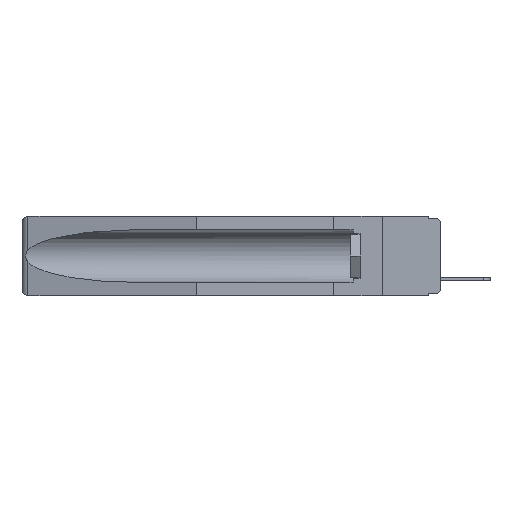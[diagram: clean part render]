
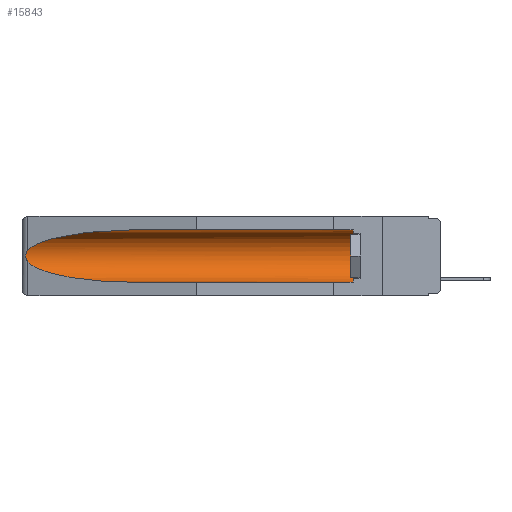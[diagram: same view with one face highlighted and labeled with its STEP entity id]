
A CAD part, left-side view. The second image highlights one B-rep face of the part: STEP entity #15843.
In plain terms, the highlighted cylindrical face has radius 2.857 mm (diameter 5.715 mm), a partial arc.
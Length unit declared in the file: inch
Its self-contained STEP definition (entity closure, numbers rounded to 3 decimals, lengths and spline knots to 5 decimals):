
#12 = ORIENTED_EDGE ( 'NONE', *, *, #4808, .T. ) ;
#450 = VERTEX_POINT ( 'NONE', #22845 ) ;
#629 = CARTESIAN_POINT ( 'NONE',  ( 0.155, 0.126, -0.284 ) ) ;
#1179 = CARTESIAN_POINT ( 'NONE',  ( 0.21114, 1.30732, -0.284 ) ) ;
#1508 = LINE ( 'NONE', #21433, #22839 ) ;
#2482 = DIRECTION ( 'NONE',  ( 0., 0., 1. ) ) ;
#2586 = CARTESIAN_POINT ( 'NONE',  ( 0.26655, 1.53094, -0.18657 ) ) ;
#3545 = DIRECTION ( 'NONE',  ( 0., 0., 1. ) ) ;
#4034 = VERTEX_POINT ( 'NONE', #14555 ) ;
#4304 = DIRECTION ( 'NONE',  ( 0., -1., 0. ) ) ;
#4656 = CARTESIAN_POINT ( 'NONE',  ( 0.26597, 1.5296, -0.19026 ) ) ;
#4750 = CARTESIAN_POINT ( 'NONE',  ( 0.26537, 1.52718, -0.14972 ) ) ;
#4808 = EDGE_CURVE ( 'NONE', #4034, #12617, #25309, .T. ) ;
#5182 = CARTESIAN_POINT ( 'NONE',  ( 0.26537, 1.52718, -0.14972 ) ) ;
#5524 = DIRECTION ( 'NONE',  ( 0., 1., 0. ) ) ;
#7450 = EDGE_CURVE ( 'NONE', #11765, #450, #24822, .T. ) ;
#8159 = CARTESIAN_POINT ( 'NONE',  ( 0.26537, 1.52718, -0.14972 ) ) ;
#8243 = CARTESIAN_POINT ( 'NONE',  ( 0.155, -0.30754, -0.284 ) ) ;
#8910 = CYLINDRICAL_SURFACE ( 'NONE', #21447, 0.1125 ) ;
#8949 = DIRECTION ( 'NONE',  ( 0., 1., 0. ) ) ;
#9049 = CARTESIAN_POINT ( 'NONE',  ( 0.26597, 1.52961, -0.15275 ) ) ;
#11369 = CARTESIAN_POINT ( 'NONE',  ( 0.25451, 1.48313, -0.24835 ) ) ;
#11764 = EDGE_CURVE ( 'NONE', #16720, #450, #15289, .T. ) ;
#11765 = VERTEX_POINT ( 'NONE', #24886 ) ;
#12617 = VERTEX_POINT ( 'NONE', #8159 ) ;
#12711 = EDGE_LOOP ( 'NONE', ( #12, #14698, #24517, #25433, #25814, #20666 ) ) ;
#12867 = CARTESIAN_POINT ( 'NONE',  ( 0.2675, 1.53308, -0.17534 ) ) ;
#14318 = VERTEX_POINT ( 'NONE', #25875 ) ;
#14426 = FACE_OUTER_BOUND ( 'NONE', #12711, .T. ) ;
#14555 = CARTESIAN_POINT ( 'NONE',  ( 0.155, 1.07973, -0.059 ) ) ;
#14698 = ORIENTED_EDGE ( 'NONE', *, *, #20218, .T. ) ;
#14931 = CARTESIAN_POINT ( 'NONE',  ( 0.2673, 1.53269, -0.17917 ) ) ;
#15216 = B_SPLINE_CURVE_WITH_KNOTS ( 'NONE', 3,
 ( #4750, #9049, #23250, #21096, #25232, #12867, #14931, #2586, #4656, #17292 ),
 .UNSPECIFIED., .F., .F.,
 ( 4, 2, 2, 2, 4 ),
 ( 0., 0.00029, 0.00058, 0.00087, 0.00117 ),
 .UNSPECIFIED. ) ;
#15289 = LINE ( 'NONE', #8243, #21443 ) ;
#15522 = CARTESIAN_POINT ( 'NONE',  ( 0.26537, 1.52718, -0.19328 ) ) ;
#15843 = ADVANCED_FACE ( 'NONE', ( #14426 ), #8910, .F. ) ;
#15987 = CARTESIAN_POINT ( 'NONE',  ( 0.155, -0.30754, -0.1715 ) ) ;
#16436 = AXIS2_PLACEMENT_3D ( 'NONE', #18926, #4304, #2482 ) ;
#16720 = VERTEX_POINT ( 'NONE', #629 ) ;
#17292 = CARTESIAN_POINT ( 'NONE',  ( 0.26537, 1.52718, -0.19328 ) ) ;
#17823 = CARTESIAN_POINT ( 'NONE',  ( 0.25451, 1.48313, -0.09465 ) ) ;
#17869 = CARTESIAN_POINT ( 'NONE',  ( 0.155, 1.07973, -0.284 ) ) ;
#18926 = CARTESIAN_POINT ( 'NONE',  ( 0.155, 0.126, -0.1715 ) ) ;
#20218 = EDGE_CURVE ( 'NONE', #12617, #11765, #15216, .T. ) ;
#20666 = ORIENTED_EDGE ( 'NONE', *, *, #26673, .T. ) ;
#21096 = CARTESIAN_POINT ( 'NONE',  ( 0.2673, 1.5327, -0.16383 ) ) ;
#21433 = CARTESIAN_POINT ( 'NONE',  ( 0.155, -0.30754, -0.059 ) ) ;
#21443 = VECTOR ( 'NONE', #22553, 39.37008 ) ;
#21447 = AXIS2_PLACEMENT_3D ( 'NONE', #15987, #5524, #3545 ) ;
#21513 = CARTESIAN_POINT ( 'NONE',  ( 0.155, 1.07973, -0.059 ) ) ;
#22553 = DIRECTION ( 'NONE',  ( 0., 1., 0. ) ) ;
#22839 = VECTOR ( 'NONE', #8949, 39.37008 ) ;
#22845 = CARTESIAN_POINT ( 'NONE',  ( 0.155, 1.07973, -0.284 ) ) ;
#23250 = CARTESIAN_POINT ( 'NONE',  ( 0.26654, 1.53092, -0.15636 ) ) ;
#24517 = ORIENTED_EDGE ( 'NONE', *, *, #7450, .T. ) ;
#24822 =( BOUNDED_CURVE ( )  B_SPLINE_CURVE ( 3, ( #15522, #11369, #1179, #17869 ),
 .UNSPECIFIED., .F., .F. ) 
 B_SPLINE_CURVE_WITH_KNOTS ( ( 4, 4 ),
 ( 0.1948, 1.5708 ),
 .UNSPECIFIED. ) 
 CURVE ( )  GEOMETRIC_REPRESENTATION_ITEM ( )  RATIONAL_B_SPLINE_CURVE ( ( 1., 0.848, 0.848, 1. ) ) 
 REPRESENTATION_ITEM ( '' )  );
#24886 = CARTESIAN_POINT ( 'NONE',  ( 0.26537, 1.52718, -0.19328 ) ) ;
#25232 = CARTESIAN_POINT ( 'NONE',  ( 0.2675, 1.53308, -0.16763 ) ) ;
#25309 =( BOUNDED_CURVE ( )  B_SPLINE_CURVE ( 3, ( #21513, #25861, #17823, #5182 ),
 .UNSPECIFIED., .F., .F. ) 
 B_SPLINE_CURVE_WITH_KNOTS ( ( 4, 4 ),
 ( 4.71239, 6.08839 ),
 .UNSPECIFIED. ) 
 CURVE ( )  GEOMETRIC_REPRESENTATION_ITEM ( )  RATIONAL_B_SPLINE_CURVE ( ( 1., 0.848, 0.848, 1. ) ) 
 REPRESENTATION_ITEM ( '' )  );
#25433 = ORIENTED_EDGE ( 'NONE', *, *, #11764, .F. ) ;
#25814 = ORIENTED_EDGE ( 'NONE', *, *, #26596, .T. ) ;
#25861 = CARTESIAN_POINT ( 'NONE',  ( 0.21114, 1.30732, -0.059 ) ) ;
#25875 = CARTESIAN_POINT ( 'NONE',  ( 0.155, 0.126, -0.059 ) ) ;
#26385 = CIRCLE ( 'NONE', #16436, 0.1125 ) ;
#26596 = EDGE_CURVE ( 'NONE', #16720, #14318, #26385, .T. ) ;
#26673 = EDGE_CURVE ( 'NONE', #14318, #4034, #1508, .T. ) ;
